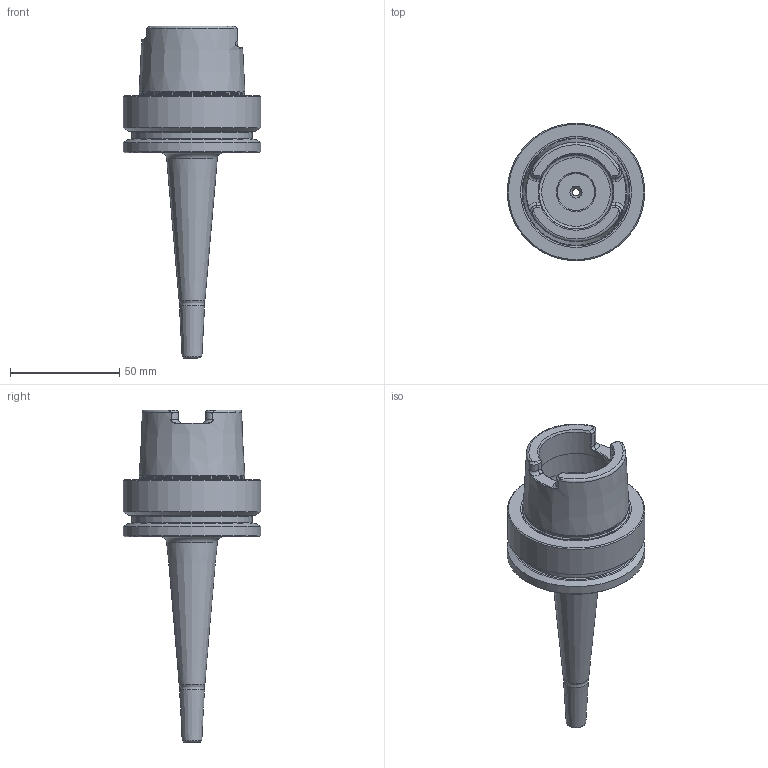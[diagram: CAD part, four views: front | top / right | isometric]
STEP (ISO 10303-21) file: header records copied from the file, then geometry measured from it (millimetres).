
FILE_DESCRIPTION(/* description */ (''),/* implementation_level */ '2;1');
FILE_NAME(/* name */ '1672293660848.stp',/* time_stamp */ '2022-12-29T11:31:13+05:00',/* author */ (''),/* organization */ ('SMS'),/* preprocessor_version */ 'ST-DEVELOPER v16.7',/* originating_system */ 'SIEMENS PLM Software NX 12.0',/* authorisation */ '');
FILE_SCHEMA (('AUTOMOTIVE_DESIGN { 1 0 10303 214 3 1 1 1 }'));
Length unit declared in the file: millimetre
Products named in the file (1): 204356890mod000_00
Bounding box: 63 x 63 x 152 mm (x, y, z)
Volume: 102701.8 mm3; surface area: 27829.6 mm2
Topology: 1 solids, 2 shells, 113 faces, 258 edges, 158 vertices
Faces by surface type: plane 32, cone 24, cylinder 21, bspline 21, torus 15
Full cylindrical faces by diameter (mm): 3.175 x1, 5.5 x1, 17 x1, 18.5 x1, 34 x2, 40 x1, 48.041 x1, 55 x1, 63 x2
Entity records: 4223 total; most frequent: CARTESIAN_POINT 1995, ORIENTED_EDGE 428, DIRECTION 404, EDGE_CURVE 214, AXIS2_PLACEMENT_3D 180, EDGE_LOOP 155, VERTEX_POINT 146, ADVANCED_FACE 113
